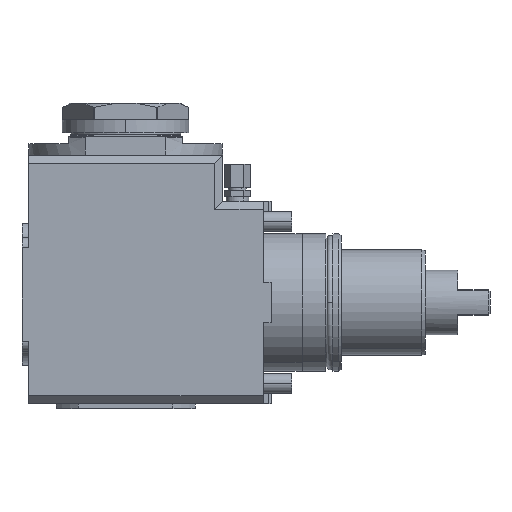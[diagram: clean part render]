
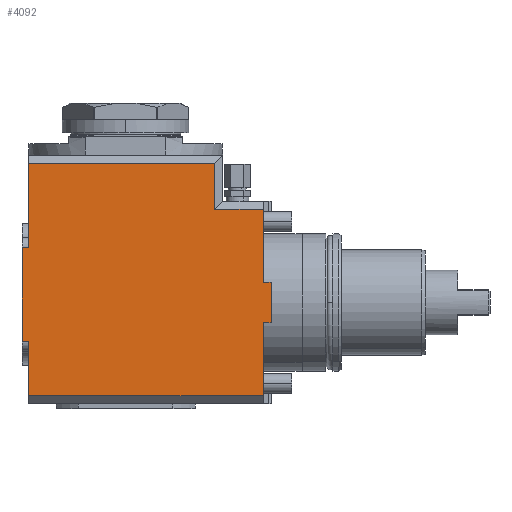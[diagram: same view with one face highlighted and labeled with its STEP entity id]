
A CAD part, front view. The second image highlights one B-rep face of the part: STEP entity #4092.
In plain terms, the highlighted planar face has unit normal (0, -1, 0).
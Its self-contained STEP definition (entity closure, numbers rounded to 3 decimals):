
#431=DIRECTION('',(0.,0.,1.));
#432=VECTOR('',#431,33.5);
#433=CARTESIAN_POINT('',(-145.,-62.5,-57.5));
#434=LINE('',#433,#432);
#435=DIRECTION('',(1.,0.,0.));
#436=VECTOR('',#435,4.);
#437=CARTESIAN_POINT('',(-149.,-62.5,-24.));
#438=LINE('',#437,#436);
#439=DIRECTION('',(1.,0.,0.));
#440=VECTOR('',#439,4.);
#441=CARTESIAN_POINT('',(-149.,-62.5,34.));
#442=LINE('',#441,#440);
#443=DIRECTION('',(0.,0.,1.));
#444=VECTOR('',#443,52.);
#445=CARTESIAN_POINT('',(-145.,-62.5,34.));
#446=LINE('',#445,#444);
#447=DIRECTION('',(-1.,0.,0.));
#448=VECTOR('',#447,115.);
#449=CARTESIAN_POINT('',(-30.,-62.5,86.));
#450=LINE('',#449,#448);
#451=DIRECTION('',(0.,0.,1.));
#452=VECTOR('',#451,28.5);
#453=CARTESIAN_POINT('',(-30.,-62.5,57.5));
#454=LINE('',#453,#452);
#455=DIRECTION('',(-1.,0.,0.));
#456=VECTOR('',#455,30.);
#457=CARTESIAN_POINT('',(0.,-62.5,57.5));
#458=LINE('',#457,#456);
#459=DIRECTION('',(0.,0.,-1.));
#460=VECTOR('',#459,45.);
#461=CARTESIAN_POINT('',(0.,-62.5,57.5));
#462=LINE('',#461,#460);
#463=DIRECTION('',(1.,0.,0.));
#464=VECTOR('',#463,3.5);
#465=CARTESIAN_POINT('',(0.,-62.5,12.5));
#466=LINE('',#465,#464);
#467=DIRECTION('',(-0.966,0.,0.259));
#468=VECTOR('',#467,1.553);
#469=CARTESIAN_POINT('',(5.,-62.5,12.098));
#470=LINE('',#469,#468);
#471=DIRECTION('',(0.966,0.,0.259));
#472=VECTOR('',#471,1.553);
#473=CARTESIAN_POINT('',(3.5,-62.5,-12.5));
#474=LINE('',#473,#472);
#475=DIRECTION('',(0.,0.,-1.));
#476=VECTOR('',#475,45.);
#477=CARTESIAN_POINT('',(0.,-62.5,-12.5));
#478=LINE('',#477,#476);
#479=DIRECTION('',(1.,0.,0.));
#480=VECTOR('',#479,145.);
#481=CARTESIAN_POINT('',(-145.,-62.5,-57.5));
#482=LINE('',#481,#480);
#567=DIRECTION('',(0.,0.,1.));
#568=VECTOR('',#567,58.);
#569=CARTESIAN_POINT('',(-149.,-62.5,-24.));
#570=LINE('',#569,#568);
#2177=DIRECTION('',(1.,0.,0.));
#2178=VECTOR('',#2177,3.5);
#2179=CARTESIAN_POINT('',(0.,-62.5,-12.5));
#2180=LINE('',#2179,#2178);
#2193=DIRECTION('',(0.,0.,-1.));
#2194=VECTOR('',#2193,24.196);
#2195=CARTESIAN_POINT('',(5.,-62.5,12.098));
#2196=LINE('',#2195,#2194);
#2839=CARTESIAN_POINT('',(0.,-62.5,-57.5));
#2841=VERTEX_POINT('',#2839);
#2845=CARTESIAN_POINT('',(-145.,-62.5,-57.5));
#2846=VERTEX_POINT('',#2845);
#2859=CARTESIAN_POINT('',(0.,-62.5,57.5));
#2860=VERTEX_POINT('',#2859);
#2861=CARTESIAN_POINT('',(-30.,-62.5,57.5));
#2862=VERTEX_POINT('',#2861);
#2871=CARTESIAN_POINT('',(-145.,-62.5,86.));
#2873=VERTEX_POINT('',#2871);
#2877=CARTESIAN_POINT('',(-30.,-62.5,86.));
#2878=VERTEX_POINT('',#2877);
#3339=CARTESIAN_POINT('',(3.5,-62.5,-12.5));
#3340=VERTEX_POINT('',#3339);
#3341=CARTESIAN_POINT('',(5.,-62.5,-12.098));
#3342=VERTEX_POINT('',#3341);
#3343=CARTESIAN_POINT('',(5.,-62.5,12.098));
#3344=CARTESIAN_POINT('',(3.5,-62.5,12.5));
#3345=VERTEX_POINT('',#3343);
#3346=VERTEX_POINT('',#3344);
#3351=CARTESIAN_POINT('',(0.,-62.5,-12.5));
#3353=VERTEX_POINT('',#3351);
#3359=CARTESIAN_POINT('',(0.,-62.5,12.5));
#3361=VERTEX_POINT('',#3359);
#3456=CARTESIAN_POINT('',(-149.,-62.5,-24.));
#3458=VERTEX_POINT('',#3456);
#3459=CARTESIAN_POINT('',(-149.,-62.5,34.));
#3461=VERTEX_POINT('',#3459);
#3495=CARTESIAN_POINT('',(-145.,-62.5,-24.));
#3496=VERTEX_POINT('',#3495);
#3497=CARTESIAN_POINT('',(-145.,-62.5,34.));
#3498=VERTEX_POINT('',#3497);
#4059=CARTESIAN_POINT('',(0.,-62.5,0.));
#4060=DIRECTION('',(0.,1.,0.));
#4061=DIRECTION('',(0.,0.,-1.));
#4062=AXIS2_PLACEMENT_3D('',#4059,#4060,#4061);
#4063=PLANE('',#4062);
#4064=ORIENTED_EDGE('',*,*,#3891,.T.);
#4066=ORIENTED_EDGE('',*,*,#4065,.F.);
#4068=ORIENTED_EDGE('',*,*,#4067,.T.);
#4069=ORIENTED_EDGE('',*,*,#4051,.T.);
#4070=ORIENTED_EDGE('',*,*,#4007,.T.);
#4072=ORIENTED_EDGE('',*,*,#4071,.F.);
#4074=ORIENTED_EDGE('',*,*,#4073,.F.);
#4076=ORIENTED_EDGE('',*,*,#4075,.F.);
#4077=ORIENTED_EDGE('',*,*,#3694,.T.);
#4079=ORIENTED_EDGE('',*,*,#4078,.T.);
#4081=ORIENTED_EDGE('',*,*,#4080,.F.);
#4083=ORIENTED_EDGE('',*,*,#4082,.T.);
#4085=ORIENTED_EDGE('',*,*,#4084,.F.);
#4087=ORIENTED_EDGE('',*,*,#4086,.F.);
#4088=ORIENTED_EDGE('',*,*,#3682,.T.);
#4089=ORIENTED_EDGE('',*,*,#3871,.F.);
#4090=EDGE_LOOP('',(#4064,#4066,#4068,#4069,#4070,#4072,#4074,#4076,#4077,#4079,
#4081,#4083,#4085,#4087,#4088,#4089));
#4091=FACE_OUTER_BOUND('',#4090,.F.);
#4092=ADVANCED_FACE('',(#4091),#4063,.F.);
#3682=EDGE_CURVE('',#3353,#2841,#478,.T.);
#3694=EDGE_CURVE('',#2860,#3361,#462,.T.);
#3871=EDGE_CURVE('',#2846,#2841,#482,.T.);
#3891=EDGE_CURVE('',#2846,#3496,#434,.T.);
#4007=EDGE_CURVE('',#3498,#2873,#446,.T.);
#4051=EDGE_CURVE('',#3461,#3498,#442,.T.);
#4065=EDGE_CURVE('',#3458,#3496,#438,.T.);
#4067=EDGE_CURVE('',#3458,#3461,#570,.T.);
#4071=EDGE_CURVE('',#2878,#2873,#450,.T.);
#4073=EDGE_CURVE('',#2862,#2878,#454,.T.);
#4075=EDGE_CURVE('',#2860,#2862,#458,.T.);
#4078=EDGE_CURVE('',#3361,#3346,#466,.T.);
#4080=EDGE_CURVE('',#3345,#3346,#470,.T.);
#4082=EDGE_CURVE('',#3345,#3342,#2196,.T.);
#4084=EDGE_CURVE('',#3340,#3342,#474,.T.);
#4086=EDGE_CURVE('',#3353,#3340,#2180,.T.);
